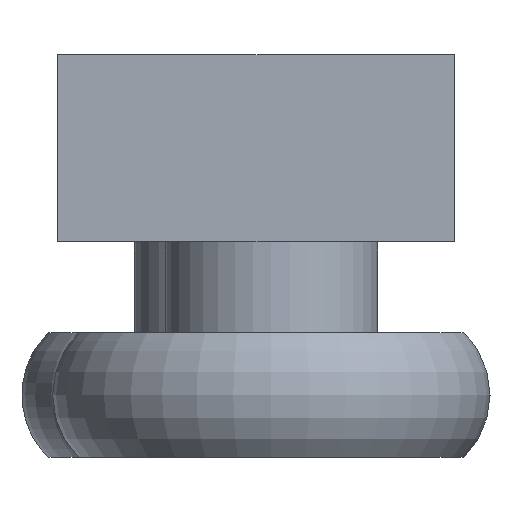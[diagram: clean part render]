
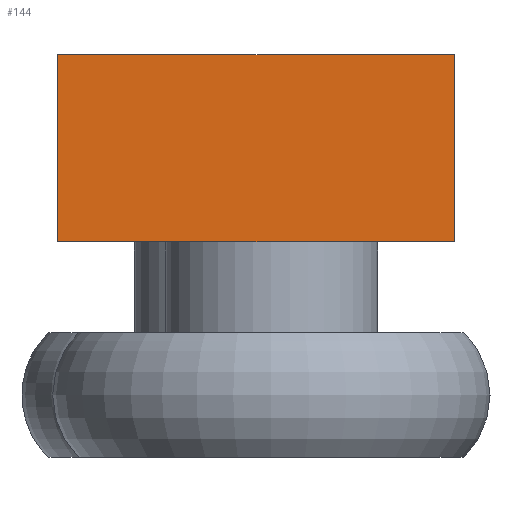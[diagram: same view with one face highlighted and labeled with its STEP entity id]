
A CAD part, left-side view. The second image highlights one B-rep face of the part: STEP entity #144.
In plain terms, the highlighted planar face has unit normal (-1, 0, 0).
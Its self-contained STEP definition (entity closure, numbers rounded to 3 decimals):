
#144 = ADVANCED_FACE( '', ( #196 ), #197, .F. );
#196 = FACE_OUTER_BOUND( '', #270, .T. );
#197 = PLANE( '', #271 );
#270 = EDGE_LOOP( '', ( #382, #383, #384, #385 ) );
#271 = AXIS2_PLACEMENT_3D( '', #386, #387, #388 );
#382 = ORIENTED_EDGE( '', *, *, #453, .F. );
#383 = ORIENTED_EDGE( '', *, *, #446, .F. );
#384 = ORIENTED_EDGE( '', *, *, #462, .F. );
#385 = ORIENTED_EDGE( '', *, *, #459, .F. );
#386 = CARTESIAN_POINT( '', ( 0., 0., 0. ) );
#387 = DIRECTION( '', ( 1., 0., 0. ) );
#388 = DIRECTION( '', ( 0., 0., -1. ) );
#446 = EDGE_CURVE( '', #483, #484, #485, .T. );
#453 = EDGE_CURVE( '', #484, #497, #498, .T. );
#459 = EDGE_CURVE( '', #497, #507, #508, .T. );
#462 = EDGE_CURVE( '', #507, #483, #512, .T. );
#483 = VERTEX_POINT( '', #543 );
#484 = VERTEX_POINT( '', #544 );
#485 = LINE( '', #545, #546 );
#497 = VERTEX_POINT( '', #561 );
#498 = LINE( '', #562, #563 );
#507 = VERTEX_POINT( '', #576 );
#508 = LINE( '', #577, #578 );
#512 = LINE( '', #583, #584 );
#543 = CARTESIAN_POINT( '', ( 0., -6.35, 4.9 ) );
#544 = CARTESIAN_POINT( '', ( 0., 6.35, 4.9 ) );
#545 = CARTESIAN_POINT( '', ( 0., -6.35, 4.9 ) );
#546 = VECTOR( '', #617, 1000. );
#561 = CARTESIAN_POINT( '', ( 0., 6.35, 10.9 ) );
#562 = CARTESIAN_POINT( '', ( 0., 6.35, 4.9 ) );
#563 = VECTOR( '', #630, 1000. );
#576 = CARTESIAN_POINT( '', ( 0., -6.35, 10.9 ) );
#577 = CARTESIAN_POINT( '', ( 0., 6.35, 10.9 ) );
#578 = VECTOR( '', #638, 1000. );
#583 = CARTESIAN_POINT( '', ( 0., -6.35, 10.9 ) );
#584 = VECTOR( '', #643, 1000. );
#617 = DIRECTION( '', ( 0., 1., 0. ) );
#630 = DIRECTION( '', ( 0., 0., 1. ) );
#638 = DIRECTION( '', ( 0., -1., 0. ) );
#643 = DIRECTION( '', ( 0., 0., -1. ) );
